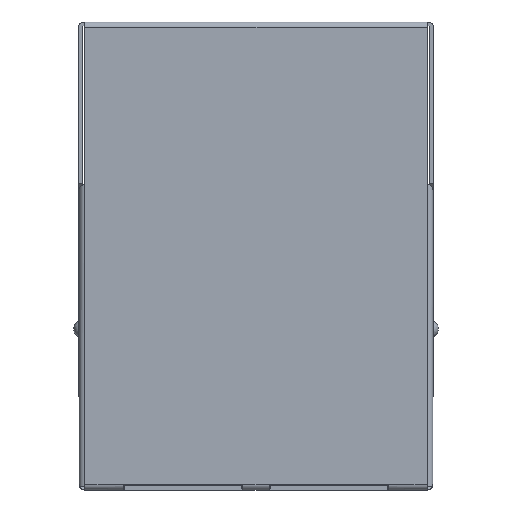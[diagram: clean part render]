
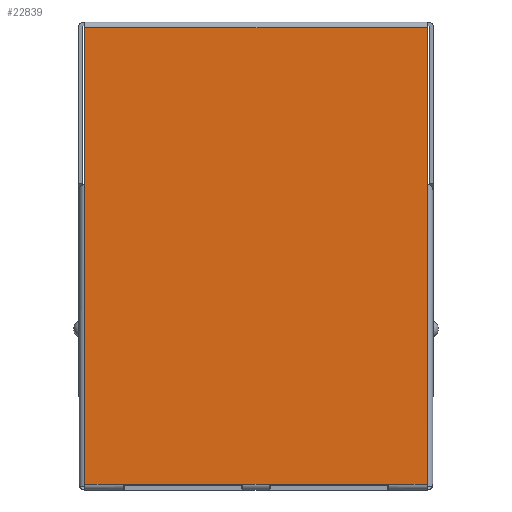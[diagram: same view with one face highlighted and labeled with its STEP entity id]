
A CAD part, front view. The second image highlights one B-rep face of the part: STEP entity #22839.
In plain terms, the highlighted planar face has unit normal (0, -1, 0).
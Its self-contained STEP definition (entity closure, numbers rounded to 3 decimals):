
#1300=DIRECTION('',(1.,0.,0.));
#1301=VECTOR('',#1300,5.28);
#1302=CARTESIAN_POINT('',(0.65,-12.9,-20.55));
#1303=LINE('',#1302,#1301);
#1326=CARTESIAN_POINT('',(-0.65,-12.9,-20.55));
#1328=DIRECTION('',(1.,0.,0.));
#1329=VECTOR('',#1328,1.3);
#1330=CARTESIAN_POINT('',(-0.65,-12.9,-20.55));
#1331=LINE('',#1330,#1329);
#1405=DIRECTION('',(1.,0.,0.));
#1406=VECTOR('',#1405,1.79);
#1407=CARTESIAN_POINT('',(5.93,-12.9,-20.55));
#1408=LINE('',#1407,#1406);
#1426=DIRECTION('',(-1.,0.,0.));
#1427=VECTOR('',#1426,5.28);
#1428=CARTESIAN_POINT('',(-0.65,-12.9,-20.55));
#1429=LINE('',#1428,#1427);
#1430=DIRECTION('',(0.,0.,1.));
#1431=VECTOR('',#1430,7.073);
#1432=CARTESIAN_POINT('',(-7.72,-12.9,-7.023));
#1433=LINE('',#1432,#1431);
#1434=DIRECTION('',(-1.,0.,0.));
#1435=VECTOR('',#1434,15.44);
#1436=CARTESIAN_POINT('',(7.72,-12.9,0.05));
#1437=LINE('',#1436,#1435);
#1463=DIRECTION('',(0.,0.,1.));
#1464=VECTOR('',#1463,7.073);
#1465=CARTESIAN_POINT('',(7.72,-12.9,-7.023));
#1466=LINE('',#1465,#1464);
#2385=DIRECTION('',(0.,0.,-1.));
#2386=VECTOR('',#2385,13.527);
#2387=CARTESIAN_POINT('',(-7.72,-12.9,-7.023));
#2388=LINE('',#2387,#2386);
#2424=DIRECTION('',(1.,0.,0.));
#2425=VECTOR('',#2424,1.79);
#2426=CARTESIAN_POINT('',(-7.72,-12.9,-20.55));
#2427=LINE('',#2426,#2425);
#2603=DIRECTION('',(0.,0.,1.));
#2604=VECTOR('',#2603,13.527);
#2605=CARTESIAN_POINT('',(7.72,-12.9,-20.55));
#2606=LINE('',#2605,#2604);
#17938=CARTESIAN_POINT('',(0.65,-12.9,-20.55));
#17939=VERTEX_POINT('',#17938);
#17940=CARTESIAN_POINT('',(5.93,-12.9,-20.55));
#17941=VERTEX_POINT('',#17940);
#17947=VERTEX_POINT('',#1326);
#17966=CARTESIAN_POINT('',(7.72,-12.9,-20.55));
#17967=VERTEX_POINT('',#17966);
#17970=CARTESIAN_POINT('',(7.72,-12.9,0.05));
#17971=CARTESIAN_POINT('',(-7.72,-12.9,0.05));
#17972=VERTEX_POINT('',#17970);
#17973=VERTEX_POINT('',#17971);
#17974=CARTESIAN_POINT('',(7.72,-12.9,-7.023));
#17975=VERTEX_POINT('',#17974);
#17976=CARTESIAN_POINT('',(-5.93,-12.9,-20.55));
#17977=VERTEX_POINT('',#17976);
#17978=CARTESIAN_POINT('',(-7.72,-12.9,-20.55));
#17979=VERTEX_POINT('',#17978);
#17980=CARTESIAN_POINT('',(-7.72,-12.9,-7.023));
#17981=VERTEX_POINT('',#17980);
#22815=CARTESIAN_POINT('',(0.,-12.9,-10.25));
#22816=DIRECTION('',(0.,1.,0.));
#22817=DIRECTION('',(0.,0.,-1.));
#22818=AXIS2_PLACEMENT_3D('',#22815,#22816,#22817);
#22819=PLANE('',#22818);
#22821=ORIENTED_EDGE('',*,*,#22820,.F.);
#22823=ORIENTED_EDGE('',*,*,#22822,.F.);
#22825=ORIENTED_EDGE('',*,*,#22824,.F.);
#22826=ORIENTED_EDGE('',*,*,#22781,.F.);
#22827=ORIENTED_EDGE('',*,*,#22624,.F.);
#22828=ORIENTED_EDGE('',*,*,#22657,.F.);
#22830=ORIENTED_EDGE('',*,*,#22829,.T.);
#22832=ORIENTED_EDGE('',*,*,#22831,.F.);
#22834=ORIENTED_EDGE('',*,*,#22833,.F.);
#22836=ORIENTED_EDGE('',*,*,#22835,.T.);
#22837=EDGE_LOOP('',(#22821,#22823,#22825,#22826,#22827,#22828,#22830,#22832,
#22834,#22836));
#22838=FACE_OUTER_BOUND('',#22837,.F.);
#22839=ADVANCED_FACE('',(#22838),#22819,.F.);
#22624=EDGE_CURVE('',#17939,#17941,#1303,.T.);
#22657=EDGE_CURVE('',#17947,#17939,#1331,.T.);
#22781=EDGE_CURVE('',#17941,#17967,#1408,.T.);
#22820=EDGE_CURVE('',#17972,#17973,#1437,.T.);
#22822=EDGE_CURVE('',#17975,#17972,#1466,.T.);
#22824=EDGE_CURVE('',#17967,#17975,#2606,.T.);
#22829=EDGE_CURVE('',#17947,#17977,#1429,.T.);
#22831=EDGE_CURVE('',#17979,#17977,#2427,.T.);
#22833=EDGE_CURVE('',#17981,#17979,#2388,.T.);
#22835=EDGE_CURVE('',#17981,#17973,#1433,.T.);
